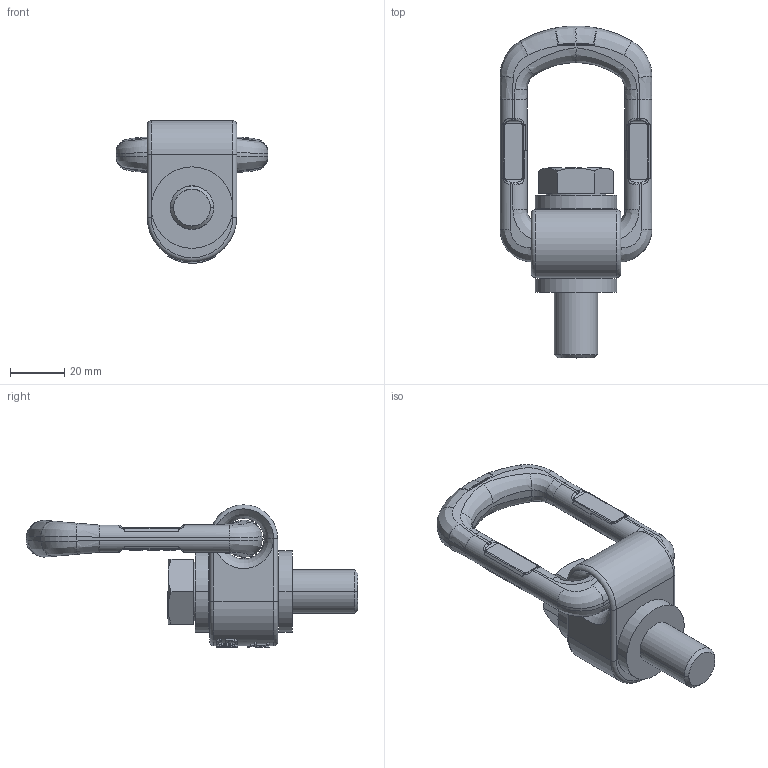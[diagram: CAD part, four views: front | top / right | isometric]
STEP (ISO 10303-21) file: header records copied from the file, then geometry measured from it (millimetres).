
FILE_DESCRIPTION((''),'2;1');
FILE_NAME('001-M31225-P-1_ASM','2004-02-17T',('jakubetz'),(''),'PRO/ENGINEER BY PARAMETRIC TECHNOLOGY CORPORATION, 2001400','PRO/ENGINEER BY PARAMETRIC TECHNOLOGY CORPORATION, 2001400','');
FILE_SCHEMA(('CONFIG_CONTROL_DESIGN'));
Length unit declared in the file: millimetre
Products named in the file (5): 001-M31225-RT1; 001-M31225-RT2; 001-M31225-BA1; 001-M31120-V01; 001-M31225-P-1_ASM
Assembly tree (4 placements, depth 2):
  001-M31225-P-1_ASM
    001-M31225-RT1
    001-M31225-RT2
    001-M31225-BA1
    001-M31120-V01
Bounding box: 56 x 122.35 x 52.5 mm (x, y, z)
Volume: 70921.2 mm3; surface area: 29159.9 mm2
Topology: 4 solids, 5 shells, 948 faces, 2471 edges, 1563 vertices
Faces by surface type: plane 608, bspline 184, cylinder 102, torus 28, cone 18, sphere 8
Entity records: 37402 total; most frequent: CARTESIAN_POINT 15717, ORIENTED_EDGE 4934, DIRECTION 3781, EDGE_CURVE 2469, VERTEX_POINT 1563, VECTOR 1515, LINE 1515, AXIS2_PLACEMENT_3D 1133
